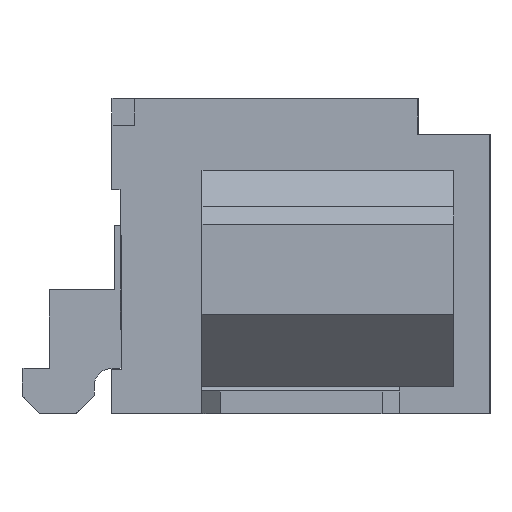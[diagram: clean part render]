
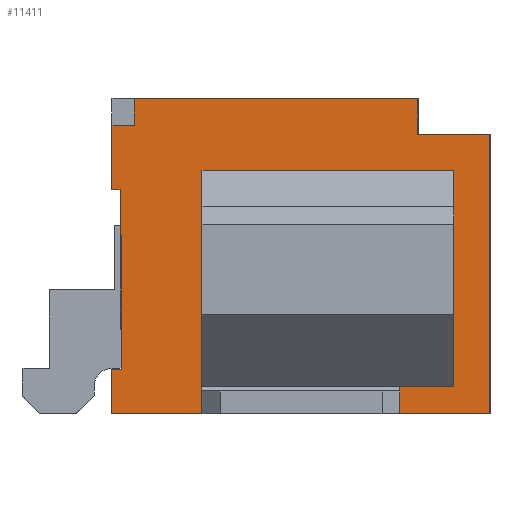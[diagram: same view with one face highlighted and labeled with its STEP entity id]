
A CAD part, left-side view. The second image highlights one B-rep face of the part: STEP entity #11411.
In plain terms, the highlighted planar face has unit normal (-1, 0, 0).
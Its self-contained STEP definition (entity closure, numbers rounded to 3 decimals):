
#30 = ORIENTED_EDGE ( 'NONE', *, *, #4798, .T. ) ;
#50 = CARTESIAN_POINT ( 'NONE',  ( -5.875, -3.8, 2.7 ) ) ;
#93 = CARTESIAN_POINT ( 'NONE',  ( -5.875, -0.25, 3.2 ) ) ;
#166 = ORIENTED_EDGE ( 'NONE', *, *, #3035, .T. ) ;
#261 = LINE ( 'NONE', #3273, #6866 ) ;
#288 = VECTOR ( 'NONE', #8741, 1000. ) ;
#500 = CARTESIAN_POINT ( 'NONE',  ( -5.875, -2.9, 0. ) ) ;
#1346 = VECTOR ( 'NONE', #13261, 1000. ) ;
#1368 = VECTOR ( 'NONE', #11610, 1000. ) ;
#1482 = CARTESIAN_POINT ( 'NONE',  ( -5.875, 0., 0. ) ) ;
#1654 = VECTOR ( 'NONE', #12983, 1000. ) ;
#1674 = CARTESIAN_POINT ( 'NONE',  ( -5.875, -0.1, 0.488 ) ) ;
#1794 = LINE ( 'NONE', #10507, #4706 ) ;
#2065 = DIRECTION ( 'NONE',  ( 0., 0., -1. ) ) ;
#2161 = VECTOR ( 'NONE', #9359, 1000. ) ;
#2468 = DIRECTION ( 'NONE',  ( 0., 1., 0. ) ) ;
#2489 = VERTEX_POINT ( 'NONE', #14948 ) ;
#2511 = VERTEX_POINT ( 'NONE', #2578 ) ;
#2578 = CARTESIAN_POINT ( 'NONE',  ( -5.875, -4.2, 0. ) ) ;
#2947 = VECTOR ( 'NONE', #9363, 1000. ) ;
#3035 = EDGE_CURVE ( 'NONE', #10381, #7438, #6198, .T. ) ;
#3147 = ORIENTED_EDGE ( 'NONE', *, *, #12625, .T. ) ;
#3169 = LINE ( 'NONE', #4482, #16010 ) ;
#3263 = CARTESIAN_POINT ( 'NONE',  ( -5.875, -1., 0.3 ) ) ;
#3273 = CARTESIAN_POINT ( 'NONE',  ( -5.875, -3.8, 0.3 ) ) ;
#3277 = ORIENTED_EDGE ( 'NONE', *, *, #5934, .F. ) ;
#3321 = DIRECTION ( 'NONE',  ( 0., 0., 1. ) ) ;
#3627 = EDGE_CURVE ( 'NONE', #7916, #2489, #12994, .T. ) ;
#3711 = VECTOR ( 'NONE', #14483, 1000. ) ;
#4181 = FACE_OUTER_BOUND ( 'NONE', #9613, .T. ) ;
#4260 = CARTESIAN_POINT ( 'NONE',  ( -5.875, -3.4, 3.5 ) ) ;
#4333 = DIRECTION ( 'NONE',  ( 0., 0., 1. ) ) ;
#4472 = EDGE_CURVE ( 'NONE', #7438, #12121, #261, .T. ) ;
#4474 = CARTESIAN_POINT ( 'NONE',  ( -5.875, -4.2, 0.3 ) ) ;
#4482 = CARTESIAN_POINT ( 'NONE',  ( -5.875, 0., 0.3 ) ) ;
#4513 = ORIENTED_EDGE ( 'NONE', *, *, #11557, .T. ) ;
#4558 = VECTOR ( 'NONE', #11700, 1000. ) ;
#4663 = VERTEX_POINT ( 'NONE', #14678 ) ;
#4674 = LINE ( 'NONE', #1674, #1368 ) ;
#4706 = VECTOR ( 'NONE', #4333, 1000. ) ;
#4798 = EDGE_CURVE ( 'NONE', #10169, #2511, #5699, .T. ) ;
#4942 = VERTEX_POINT ( 'NONE', #1482 ) ;
#4977 = DIRECTION ( 'NONE',  ( 0., -1., 0. ) ) ;
#5003 = ORIENTED_EDGE ( 'NONE', *, *, #3627, .F. ) ;
#5154 = EDGE_CURVE ( 'NONE', #4942, #4663, #13262, .T. ) ;
#5302 = DIRECTION ( 'NONE',  ( 0., 0., 1. ) ) ;
#5317 = LINE ( 'NONE', #9939, #11931 ) ;
#5430 = VERTEX_POINT ( 'NONE', #10028 ) ;
#5699 = LINE ( 'NONE', #12414, #12306 ) ;
#5726 = DIRECTION ( 'NONE',  ( 0., 0., 1. ) ) ;
#5770 = CARTESIAN_POINT ( 'NONE',  ( -5.875, 0., 0. ) ) ;
#5860 = EDGE_CURVE ( 'NONE', #2489, #14793, #16178, .T. ) ;
#5875 = DIRECTION ( 'NONE',  ( 0., 0., -1. ) ) ;
#5934 = EDGE_CURVE ( 'NONE', #13099, #10528, #14620, .T. ) ;
#6002 = VECTOR ( 'NONE', #15517, 1000. ) ;
#6179 = CARTESIAN_POINT ( 'NONE',  ( -5.875, 0., 3.2 ) ) ;
#6198 = LINE ( 'NONE', #13325, #12836 ) ;
#6359 = VECTOR ( 'NONE', #5302, 1000. ) ;
#6435 = CARTESIAN_POINT ( 'NONE',  ( -5.875, -2.9, 0.3 ) ) ;
#6462 = VERTEX_POINT ( 'NONE', #93 ) ;
#6774 = EDGE_CURVE ( 'NONE', #2511, #9009, #8338, .T. ) ;
#6790 = CARTESIAN_POINT ( 'NONE',  ( -5.875, -3.4, 3.1 ) ) ;
#6866 = VECTOR ( 'NONE', #11947, 1000. ) ;
#7173 = DIRECTION ( 'NONE',  ( 0., 0., -1. ) ) ;
#7229 = ORIENTED_EDGE ( 'NONE', *, *, #9073, .F. ) ;
#7409 = CARTESIAN_POINT ( 'NONE',  ( -5.875, -1., 0.3 ) ) ;
#7438 = VERTEX_POINT ( 'NONE', #9689 ) ;
#7539 = LINE ( 'NONE', #12573, #13800 ) ;
#7916 = VERTEX_POINT ( 'NONE', #13774 ) ;
#8102 = EDGE_CURVE ( 'NONE', #9009, #5430, #8242, .T. ) ;
#8234 = CARTESIAN_POINT ( 'NONE',  ( -5.875, -1., 2.7 ) ) ;
#8242 = LINE ( 'NONE', #15409, #4558 ) ;
#8338 = LINE ( 'NONE', #12013, #1346 ) ;
#8524 = ORIENTED_EDGE ( 'NONE', *, *, #13576, .T. ) ;
#8741 = DIRECTION ( 'NONE',  ( 0., 1., 0. ) ) ;
#8931 = AXIS2_PLACEMENT_3D ( 'NONE', #4474, #13198, #5726 ) ;
#9009 = VERTEX_POINT ( 'NONE', #13847 ) ;
#9073 = EDGE_CURVE ( 'NONE', #6462, #13402, #1794, .T. ) ;
#9083 = CARTESIAN_POINT ( 'NONE',  ( -5.875, 0., 2.485 ) ) ;
#9359 = DIRECTION ( 'NONE',  ( 0., 0., -1. ) ) ;
#9363 = DIRECTION ( 'NONE',  ( 0., 1., 0. ) ) ;
#9613 = EDGE_LOOP ( 'NONE', ( #3277, #15725, #166, #14247, #4513, #30, #10957, #13599, #12237, #10589, #7229, #3147, #11023, #11608, #5003, #8524, #10128, #9933, #15039 ) ) ;
#9689 = CARTESIAN_POINT ( 'NONE',  ( -5.875, -3.8, 0.3 ) ) ;
#9789 = EDGE_CURVE ( 'NONE', #14793, #10545, #3169, .T. ) ;
#9811 = LINE ( 'NONE', #50, #288 ) ;
#9933 = ORIENTED_EDGE ( 'NONE', *, *, #5154, .T. ) ;
#9939 = CARTESIAN_POINT ( 'NONE',  ( -5.875, -0.25, 3.2 ) ) ;
#10028 = CARTESIAN_POINT ( 'NONE',  ( -5.875, -3.4, 3.1 ) ) ;
#10128 = ORIENTED_EDGE ( 'NONE', *, *, #13974, .F. ) ;
#10169 = VERTEX_POINT ( 'NONE', #500 ) ;
#10381 = VERTEX_POINT ( 'NONE', #15800 ) ;
#10507 = CARTESIAN_POINT ( 'NONE',  ( -5.875, -0.25, 0. ) ) ;
#10528 = VERTEX_POINT ( 'NONE', #7409 ) ;
#10545 = VERTEX_POINT ( 'NONE', #6179 ) ;
#10589 = ORIENTED_EDGE ( 'NONE', *, *, #12289, .T. ) ;
#10687 = VERTEX_POINT ( 'NONE', #15189 ) ;
#10957 = ORIENTED_EDGE ( 'NONE', *, *, #6774, .T. ) ;
#11023 = ORIENTED_EDGE ( 'NONE', *, *, #9789, .F. ) ;
#11152 = LINE ( 'NONE', #4260, #1654 ) ;
#11162 = VECTOR ( 'NONE', #7173, 1000. ) ;
#11411 = ADVANCED_FACE ( 'NONE', ( #4181 ), #13139, .T. ) ;
#11557 = EDGE_CURVE ( 'NONE', #12121, #10169, #11576, .T. ) ;
#11576 = LINE ( 'NONE', #14724, #11162 ) ;
#11608 = ORIENTED_EDGE ( 'NONE', *, *, #5860, .F. ) ;
#11610 = DIRECTION ( 'NONE',  ( 0., 1., 0. ) ) ;
#11700 = DIRECTION ( 'NONE',  ( 0., 1., 0. ) ) ;
#11931 = VECTOR ( 'NONE', #2468, 1000. ) ;
#11947 = DIRECTION ( 'NONE',  ( 0., 1., 0. ) ) ;
#12013 = CARTESIAN_POINT ( 'NONE',  ( -5.875, -4.2, 0.3 ) ) ;
#12121 = VERTEX_POINT ( 'NONE', #6435 ) ;
#12237 = ORIENTED_EDGE ( 'NONE', *, *, #14191, .T. ) ;
#12289 = EDGE_CURVE ( 'NONE', #14589, #13402, #11152, .T. ) ;
#12306 = VECTOR ( 'NONE', #4977, 1000. ) ;
#12414 = CARTESIAN_POINT ( 'NONE',  ( -5.875, -4.2, 0. ) ) ;
#12573 = CARTESIAN_POINT ( 'NONE',  ( -5.875, 0., 0.3 ) ) ;
#12592 = CARTESIAN_POINT ( 'NONE',  ( -5.875, -0.25, 3.5 ) ) ;
#12625 = EDGE_CURVE ( 'NONE', #6462, #10545, #5317, .T. ) ;
#12836 = VECTOR ( 'NONE', #5875, 1000. ) ;
#12983 = DIRECTION ( 'NONE',  ( 0., 1., 0. ) ) ;
#12994 = LINE ( 'NONE', #13042, #6359 ) ;
#13042 = CARTESIAN_POINT ( 'NONE',  ( -5.875, -0.1, 0.488 ) ) ;
#13099 = VERTEX_POINT ( 'NONE', #8234 ) ;
#13139 = PLANE ( 'NONE',  #8931 ) ;
#13198 = DIRECTION ( 'NONE',  ( -1., 0., 0. ) ) ;
#13261 = DIRECTION ( 'NONE',  ( 0., 0., 1. ) ) ;
#13262 = LINE ( 'NONE', #5770, #3711 ) ;
#13325 = CARTESIAN_POINT ( 'NONE',  ( -5.875, -3.8, 0.3 ) ) ;
#13402 = VERTEX_POINT ( 'NONE', #12592 ) ;
#13576 = EDGE_CURVE ( 'NONE', #7916, #10687, #4674, .T. ) ;
#13599 = ORIENTED_EDGE ( 'NONE', *, *, #8102, .T. ) ;
#13683 = EDGE_CURVE ( 'NONE', #10528, #4663, #14991, .T. ) ;
#13774 = CARTESIAN_POINT ( 'NONE',  ( -5.875, -0.1, 0.488 ) ) ;
#13800 = VECTOR ( 'NONE', #13809, 1000. ) ;
#13809 = DIRECTION ( 'NONE',  ( 0., 0., 1. ) ) ;
#13847 = CARTESIAN_POINT ( 'NONE',  ( -5.875, -4.2, 3.1 ) ) ;
#13974 = EDGE_CURVE ( 'NONE', #4942, #10687, #7539, .T. ) ;
#14191 = EDGE_CURVE ( 'NONE', #5430, #14589, #15955, .T. ) ;
#14217 = VECTOR ( 'NONE', #2065, 1000. ) ;
#14247 = ORIENTED_EDGE ( 'NONE', *, *, #4472, .T. ) ;
#14443 = CARTESIAN_POINT ( 'NONE',  ( -5.875, -1., 0.3 ) ) ;
#14483 = DIRECTION ( 'NONE',  ( 0., -1., 0. ) ) ;
#14589 = VERTEX_POINT ( 'NONE', #14993 ) ;
#14620 = LINE ( 'NONE', #14443, #14217 ) ;
#14678 = CARTESIAN_POINT ( 'NONE',  ( -5.875, -1., 0. ) ) ;
#14724 = CARTESIAN_POINT ( 'NONE',  ( -5.875, -2.9, 0.3 ) ) ;
#14793 = VERTEX_POINT ( 'NONE', #9083 ) ;
#14948 = CARTESIAN_POINT ( 'NONE',  ( -5.875, -0.1, 2.485 ) ) ;
#14991 = LINE ( 'NONE', #3263, #2161 ) ;
#14993 = CARTESIAN_POINT ( 'NONE',  ( -5.875, -3.4, 3.5 ) ) ;
#15023 = EDGE_CURVE ( 'NONE', #10381, #13099, #9811, .T. ) ;
#15039 = ORIENTED_EDGE ( 'NONE', *, *, #13683, .F. ) ;
#15189 = CARTESIAN_POINT ( 'NONE',  ( -5.875, 0., 0.488 ) ) ;
#15409 = CARTESIAN_POINT ( 'NONE',  ( -5.875, -4.2, 3.1 ) ) ;
#15517 = DIRECTION ( 'NONE',  ( 0., 0., 1. ) ) ;
#15590 = CARTESIAN_POINT ( 'NONE',  ( -5.875, -0.1, 2.485 ) ) ;
#15725 = ORIENTED_EDGE ( 'NONE', *, *, #15023, .F. ) ;
#15800 = CARTESIAN_POINT ( 'NONE',  ( -5.875, -3.8, 2.7 ) ) ;
#15955 = LINE ( 'NONE', #6790, #6002 ) ;
#16010 = VECTOR ( 'NONE', #3321, 1000. ) ;
#16178 = LINE ( 'NONE', #15590, #2947 ) ;
